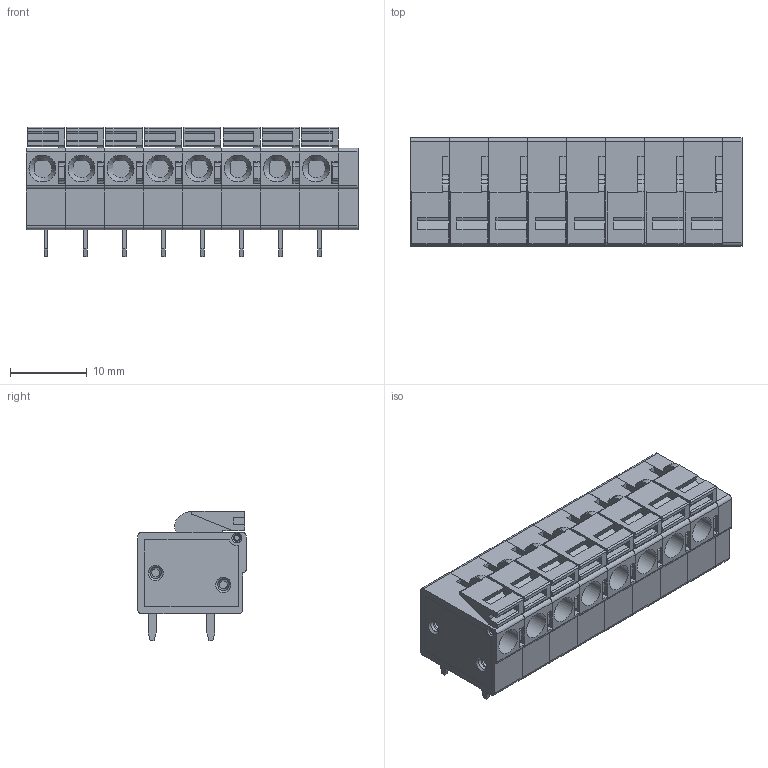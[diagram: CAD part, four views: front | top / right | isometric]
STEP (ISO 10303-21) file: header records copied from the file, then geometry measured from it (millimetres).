
FILE_DESCRIPTION(/* description */ ('STEP AP214'),/* implementation_level */ '2;1');
FILE_NAME(/* name */ '600a3f2f95a44a15d2fd5f0a',/* time_stamp */ '2021-01-22T02:57:51+00:00',/* author */ (''),/* organization */ (''),/* preprocessor_version */ 'ST-DEVELOPER v18.1',/* originating_system */ ' ',/* authorisation */ ' ');
FILE_SCHEMA (('AUTOMOTIVE_DESIGN {1 0 10303 214 3 1 1}'));
Length unit declared in the file: metre
Products named in the file (5): CUI-TBL004-508-08BE-2GY; CUI_DEVICES_TBL004-508-08BE-2BK <1>; TBL004-508 - PUSH BUTTON_Black; TBL004-508 - BODY_Blue; TBL004-508 - END CAP_Blue
Assembly tree (18 placements, depth 3):
  CUI-TBL004-508-08BE-2GY
    CUI_DEVICES_TBL004-508-08BE-2BK <1>
      TBL004-508 - PUSH BUTTON_Black  x8
      TBL004-508 - BODY_Blue  x8
      TBL004-508 - END CAP_Blue
Bounding box: 43.14 x 14.05 x 16.8 mm (x, y, z)
Volume: 5943.7 mm3; surface area: 7474 mm2
Topology: 17 solids, 17 shells, 1170 faces, 3157 edges, 2084 vertices
Faces by surface type: plane 839, cylinder 251, cone 72, torus 8
Full cylindrical faces by diameter (mm): 0.88 x8, 0.96 x8, 1.48 x16, 1.62 x16, 1.98 x2, 3.5 x8
Entity records: 7657 total; most frequent: CARTESIAN_POINT 1322, ORIENTED_EDGE 1246, DIRECTION 1225, EDGE_CURVE 623, LINE 533, VECTOR 533, VERTEX_POINT 423, AXIS2_PLACEMENT_3D 346
